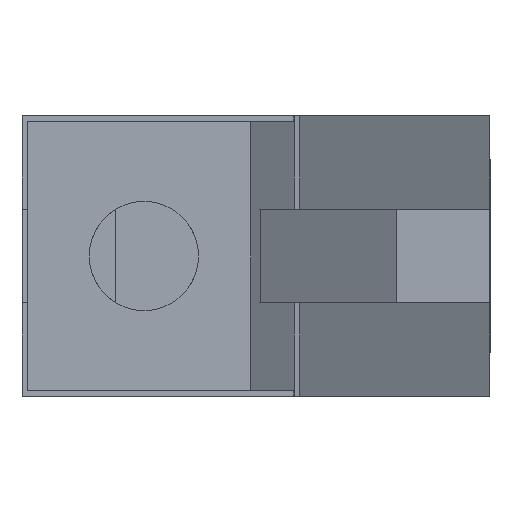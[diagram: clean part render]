
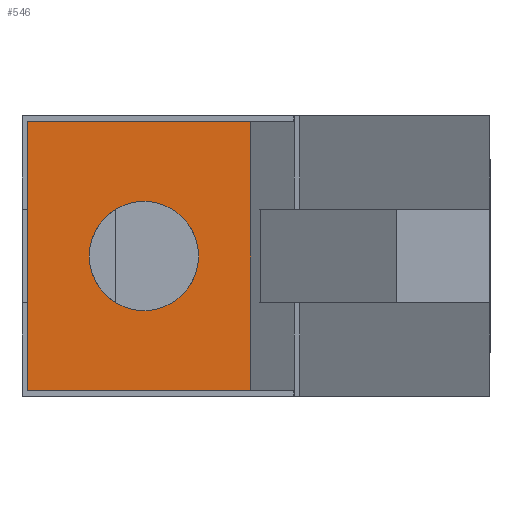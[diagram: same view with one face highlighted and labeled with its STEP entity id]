
A CAD part, left-side view. The second image highlights one B-rep face of the part: STEP entity #546.
In plain terms, the highlighted planar face has unit normal (-1, 0, 0).
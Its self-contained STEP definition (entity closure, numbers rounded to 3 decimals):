
#31 = AXIS2_PLACEMENT_3D ( 'NONE', #2510, #825, #1359 ) ;
#45 = CARTESIAN_POINT ( 'NONE',  ( -134.319, 0., 17.733 ) ) ;
#55 = LINE ( 'NONE', #236, #1952 ) ;
#123 = CARTESIAN_POINT ( 'NONE',  ( -134.319, 3.742, 23.045 ) ) ;
#236 = CARTESIAN_POINT ( 'NONE',  ( -134.319, 0.179, 17.733 ) ) ;
#267 = VERTEX_POINT ( 'NONE', #3552 ) ;
#277 = CARTESIAN_POINT ( 'NONE',  ( -134.319, 3.742, 24.871 ) ) ;
#306 = EDGE_LOOP ( 'NONE', ( #3279, #508, #2883, #2074 ) ) ;
#508 = ORIENTED_EDGE ( 'NONE', *, *, #1900, .F. ) ;
#546 = ADVANCED_FACE ( 'NONE', ( #1185, #2157 ), #3148, .T. ) ;
#557 = AXIS2_PLACEMENT_3D ( 'NONE', #123, #2977, #1553 ) ;
#681 = EDGE_CURVE ( 'NONE', #3450, #1894, #2686, .T. ) ;
#715 = DIRECTION ( 'NONE',  ( 0., 0., 1. ) ) ;
#825 = DIRECTION ( 'NONE',  ( 1., 0., 0. ) ) ;
#830 = EDGE_CURVE ( 'NONE', #2985, #267, #3257, .T. ) ;
#831 = LINE ( 'NONE', #1670, #1302 ) ;
#1185 = FACE_OUTER_BOUND ( 'NONE', #306, .T. ) ;
#1302 = VECTOR ( 'NONE', #3648, 1000. ) ;
#1314 = DIRECTION ( 'NONE',  ( 0., 0., 1. ) ) ;
#1359 = DIRECTION ( 'NONE',  ( 0., 0., 1. ) ) ;
#1450 = CARTESIAN_POINT ( 'NONE',  ( -134.319, 7.613, 27.533 ) ) ;
#1468 = EDGE_CURVE ( 'NONE', #2293, #1894, #55, .T. ) ;
#1491 = VERTEX_POINT ( 'NONE', #2282 ) ;
#1553 = DIRECTION ( 'NONE',  ( 0., 0., 1. ) ) ;
#1639 = CARTESIAN_POINT ( 'NONE',  ( -134.319, 7.613, 17.733 ) ) ;
#1670 = CARTESIAN_POINT ( 'NONE',  ( -134.319, 0., 18.558 ) ) ;
#1802 = DIRECTION ( 'NONE',  ( -1., 0., 0. ) ) ;
#1806 = EDGE_CURVE ( 'NONE', #267, #2985, #2140, .T. ) ;
#1872 = LINE ( 'NONE', #1639, #2801 ) ;
#1894 = VERTEX_POINT ( 'NONE', #3333 ) ;
#1900 = EDGE_CURVE ( 'NONE', #1491, #3450, #1872, .T. ) ;
#1952 = VECTOR ( 'NONE', #2481, 1000. ) ;
#2074 = ORIENTED_EDGE ( 'NONE', *, *, #1468, .T. ) ;
#2075 = CARTESIAN_POINT ( 'NONE',  ( -134.319, 0., 27.533 ) ) ;
#2140 = CIRCLE ( 'NONE', #557, 1.826 ) ;
#2157 = FACE_BOUND ( 'NONE', #3568, .T. ) ;
#2282 = CARTESIAN_POINT ( 'NONE',  ( -134.319, 7.613, 18.558 ) ) ;
#2293 = VERTEX_POINT ( 'NONE', #2365 ) ;
#2319 = VECTOR ( 'NONE', #2391, 1000. ) ;
#2365 = CARTESIAN_POINT ( 'NONE',  ( -134.319, 0.179, 18.558 ) ) ;
#2390 = ORIENTED_EDGE ( 'NONE', *, *, #1806, .T. ) ;
#2391 = DIRECTION ( 'NONE',  ( 0., -1., 0. ) ) ;
#2481 = DIRECTION ( 'NONE',  ( 0., 0., 1. ) ) ;
#2510 = CARTESIAN_POINT ( 'NONE',  ( -134.319, 3.742, 23.045 ) ) ;
#2579 = AXIS2_PLACEMENT_3D ( 'NONE', #45, #1802, #715 ) ;
#2658 = ORIENTED_EDGE ( 'NONE', *, *, #830, .T. ) ;
#2686 = LINE ( 'NONE', #2075, #2319 ) ;
#2801 = VECTOR ( 'NONE', #1314, 1000. ) ;
#2883 = ORIENTED_EDGE ( 'NONE', *, *, #2954, .F. ) ;
#2954 = EDGE_CURVE ( 'NONE', #2293, #1491, #831, .T. ) ;
#2977 = DIRECTION ( 'NONE',  ( 1., 0., 0. ) ) ;
#2985 = VERTEX_POINT ( 'NONE', #277 ) ;
#3148 = PLANE ( 'NONE',  #2579 ) ;
#3257 = CIRCLE ( 'NONE', #31, 1.826 ) ;
#3279 = ORIENTED_EDGE ( 'NONE', *, *, #681, .F. ) ;
#3333 = CARTESIAN_POINT ( 'NONE',  ( -134.319, 0.179, 27.533 ) ) ;
#3450 = VERTEX_POINT ( 'NONE', #1450 ) ;
#3552 = CARTESIAN_POINT ( 'NONE',  ( -134.319, 3.742, 21.219 ) ) ;
#3568 = EDGE_LOOP ( 'NONE', ( #2390, #2658 ) ) ;
#3648 = DIRECTION ( 'NONE',  ( 0., 1., 0. ) ) ;
